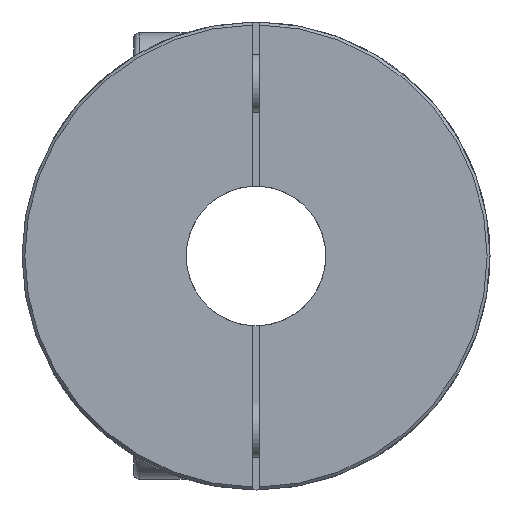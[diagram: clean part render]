
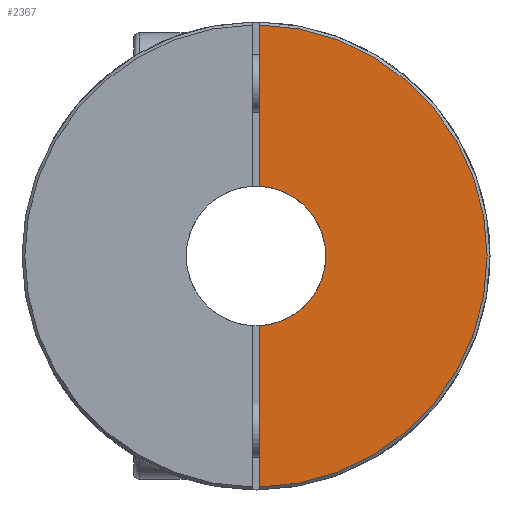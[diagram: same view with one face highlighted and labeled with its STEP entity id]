
A CAD part, left-side view. The second image highlights one B-rep face of the part: STEP entity #2367.
In plain terms, the highlighted planar face has unit normal (-1, 0, 0).
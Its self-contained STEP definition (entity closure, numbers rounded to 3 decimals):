
#85=PLANE('',#2604);
#231=LINE('',#3950,#359);
#232=LINE('',#3959,#360);
#359=VECTOR('',#2972,1000.);
#360=VECTOR('',#2977,1000.);
#578=ORIENTED_EDGE('',*,*,#1083,.T.);
#579=ORIENTED_EDGE('',*,*,#1117,.F.);
#580=ORIENTED_EDGE('',*,*,#1138,.F.);
#581=ORIENTED_EDGE('',*,*,#1114,.F.);
#1083=EDGE_CURVE('',#1375,#1377,#1581,.T.);
#1114=EDGE_CURVE('',#1375,#1399,#231,.T.);
#1117=EDGE_CURVE('',#1401,#1377,#232,.T.);
#1138=EDGE_CURVE('',#1399,#1401,#1606,.T.);
#1375=VERTEX_POINT('',#3868);
#1377=VERTEX_POINT('',#3872);
#1399=VERTEX_POINT('',#3951);
#1401=VERTEX_POINT('',#3960);
#1581=CIRCLE('',#2560,4.85);
#1606=CIRCLE('',#2605,16.05);
#1765=EDGE_LOOP('',(#578,#579,#580,#581));
#2065=FACE_BOUND('',#1765,.T.);
#2367=ADVANCED_FACE('',(#2065),#85,.F.);
#2560=AXIS2_PLACEMENT_3D('',#3873,#2925,#2926);
#2604=AXIS2_PLACEMENT_3D('',#4045,#3033,#3034);
#2605=AXIS2_PLACEMENT_3D('',#4046,#3035,#3036);
#2925=DIRECTION('',(1.,0.,0.));
#2926=DIRECTION('',(0.,0.,-1.));
#2972=DIRECTION('',(0.,0.,1.));
#2977=DIRECTION('',(0.,0.,1.));
#3033=DIRECTION('',(1.,0.,0.));
#3034=DIRECTION('',(0.,0.,-1.));
#3035=DIRECTION('',(1.,0.,0.));
#3036=DIRECTION('',(0.,0.,-1.));
#3868=CARTESIAN_POINT('',(0.,-0.25,4.844));
#3872=CARTESIAN_POINT('',(0.,-0.25,-4.844));
#3873=CARTESIAN_POINT('',(0.,0.,0.));
#3950=CARTESIAN_POINT('',(0.,-0.25,-16.25));
#3951=CARTESIAN_POINT('',(0.,-0.25,16.048));
#3959=CARTESIAN_POINT('',(0.,-0.25,-16.25));
#3960=CARTESIAN_POINT('',(0.,-0.25,-16.048));
#4045=CARTESIAN_POINT('',(0.,0.,0.));
#4046=CARTESIAN_POINT('',(0.,0.,0.));
